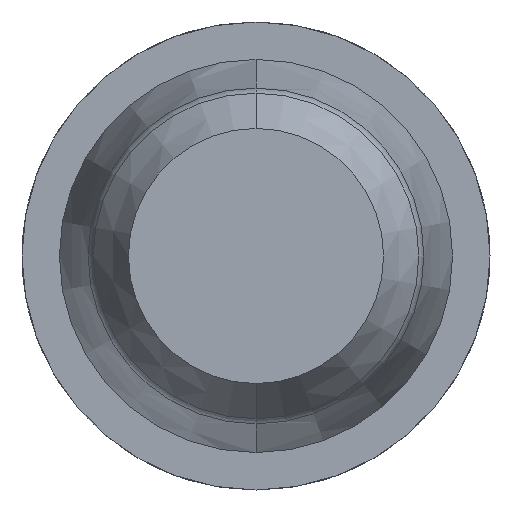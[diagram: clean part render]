
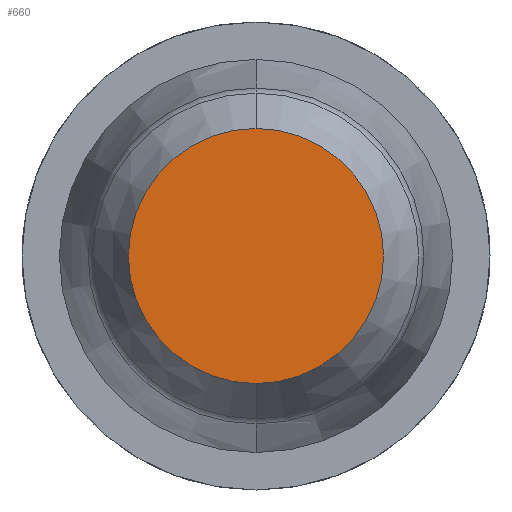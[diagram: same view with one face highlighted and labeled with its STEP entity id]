
A CAD part, front view. The second image highlights one B-rep face of the part: STEP entity #660.
In plain terms, the highlighted planar face has unit normal (0, -1, 0).
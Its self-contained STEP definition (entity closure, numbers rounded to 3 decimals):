
#100 = VERTEX_POINT ( 'NONE', #2462 ) ;
#136 = CARTESIAN_POINT ( 'NONE',  ( 0., -30.5, 0. ) ) ;
#382 = FACE_OUTER_BOUND ( 'NONE', #2520, .T. ) ;
#533 = DIRECTION ( 'NONE',  ( 0., 1., 0. ) ) ;
#660 = ADVANCED_FACE ( 'Defeature ausgef�hrt3_0', ( #382 ), #1322, .F. ) ;
#762 = CIRCLE ( 'NONE', #1434, 0.627 ) ;
#1107 = VERTEX_POINT ( 'NONE', #2642 ) ;
#1322 = PLANE ( 'NONE',  #3766 ) ;
#1358 = DIRECTION ( 'NONE',  ( 0., 1., 0. ) ) ;
#1434 = AXIS2_PLACEMENT_3D ( 'NONE', #2898, #533, #1755 ) ;
#1647 = DIRECTION ( 'NONE',  ( 0., 1., 0. ) ) ;
#1740 = EDGE_CURVE ( 'Defeature ausgef�hrt3_1+Defeature ausgef�hrt3_0+Defeature ausgef�hrt3_0+Defeature ausgef�hrt3_0', #1107, #100, #762, .T. ) ;
#1755 = DIRECTION ( 'NONE',  ( 0., 0., 1. ) ) ;
#2099 = CIRCLE ( 'NONE', #3745, 0.627 ) ;
#2109 = EDGE_CURVE ( 'Defeature ausgef�hrt3_1+Defeature ausgef�hrt3_0+Defeature ausgef�hrt3_0+Defeature ausgef�hrt3_0', #100, #1107, #2099, .T. ) ;
#2462 = CARTESIAN_POINT ( 'NONE',  ( 0., -30.5, 0.627 ) ) ;
#2520 = EDGE_LOOP ( 'NONE', ( #3449, #2636 ) ) ;
#2636 = ORIENTED_EDGE ( 'NONE', *, *, #1740, .F. ) ;
#2642 = CARTESIAN_POINT ( 'NONE',  ( 0., -30.5, -0.627 ) ) ;
#2803 = DIRECTION ( 'NONE',  ( 0., 0., 1. ) ) ;
#2898 = CARTESIAN_POINT ( 'NONE',  ( 0., -30.5, 0. ) ) ;
#3449 = ORIENTED_EDGE ( 'NONE', *, *, #2109, .F. ) ;
#3704 = CARTESIAN_POINT ( 'NONE',  ( 0., -30.5, 0. ) ) ;
#3736 = DIRECTION ( 'NONE',  ( 0., 0., 1. ) ) ;
#3745 = AXIS2_PLACEMENT_3D ( 'NONE', #136, #1358, #2803 ) ;
#3766 = AXIS2_PLACEMENT_3D ( 'NONE', #3704, #1647, #3736 ) ;
